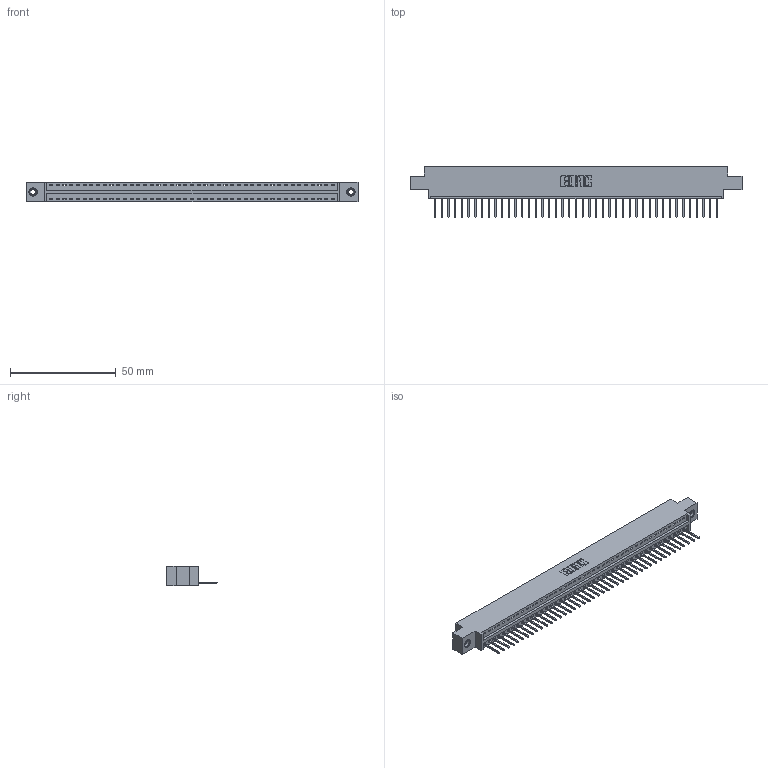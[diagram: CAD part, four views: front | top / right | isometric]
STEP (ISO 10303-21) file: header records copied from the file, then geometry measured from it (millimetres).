
FILE_DESCRIPTION (( 'STEP AP203' ), '1' );
FILE_NAME ('346-043-526-608.STEP', '2018-08-25T00:10:26', ( '' ), ( '' ), 'SwSTEP 2.0', 'SolidWorks 2016', '' );
FILE_SCHEMA (( 'CONFIG_CONTROL_DESIGN' ));
Length unit declared in the file: inch
Products named in the file (4): 346 Part_0.170 Offset - 0.156 Dia-TI; 345-292-001_345-293-126; 345-250-001_345-250-003-102; 346-043-526-608
Assembly tree (46 placements, depth 2):
  346-043-526-608
    346 Part_0.170 Offset - 0.156 Dia-TI
    345-292-001_345-293-126  x43
    345-250-001_345-250-003-102  x2
Bounding box: 157.1 x 24.13 x 9.4 mm (x, y, z)
Volume: 14849.4 mm3; surface area: 18710.8 mm2
Topology: 46 solids, 46 shells, 2680 faces, 8045 edges, 5298 vertices
Faces by surface type: plane 1832, cylinder 832, cone 12, torus 4
Entity records: 27888 total; most frequent: CARTESIAN_POINT 4764, ORIENTED_EDGE 4734, DIRECTION 4227, EDGE_CURVE 2367, LINE 2043, VECTOR 2043, VERTEX_POINT 1572, AXIS2_PLACEMENT_3D 1092
